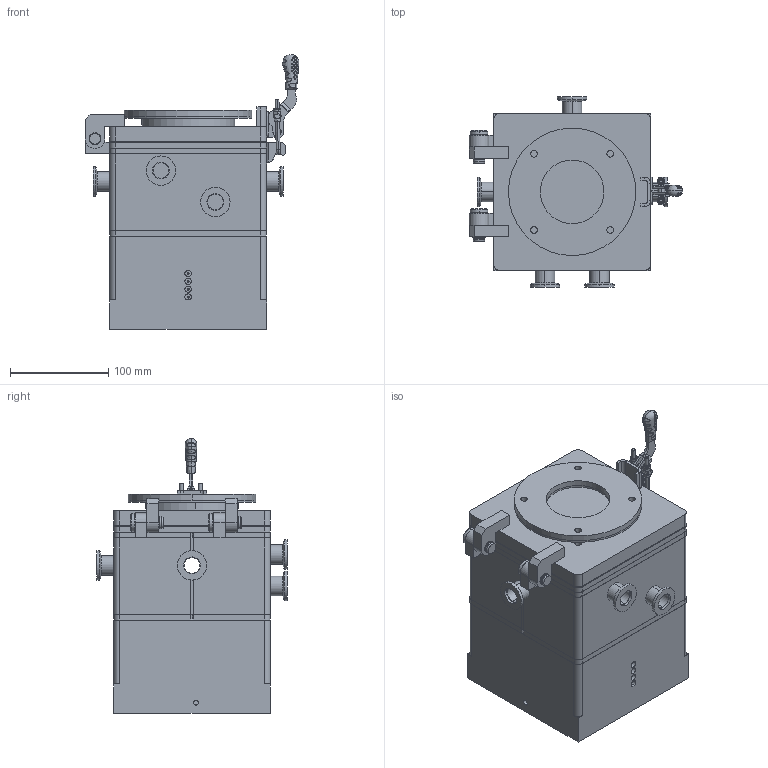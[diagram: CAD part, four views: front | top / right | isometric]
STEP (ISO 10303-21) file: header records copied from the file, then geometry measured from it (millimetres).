
FILE_DESCRIPTION(/* description */ (''),/* implementation_level */ '2;1');
FILE_NAME(/* name */ 'ankit_final_assembly.stp',/* time_stamp */ '2024-02-12T11:11:26+06:00',/* author */ (''),/* organization */ (''),/* preprocessor_version */ 'ST-DEVELOPER v18.1',/* originating_system */ 'SIEMENS PLM Software NX 1969',/* authorisation */ '');
FILE_SCHEMA (('AUTOMOTIVE_DESIGN { 1 0 10303 214 3 1 1 1 }'));
Products named in the file (35): Sketch22_sldprt; Sketch22_55_sldprt; Sketch22_56_sldprt; Sketch22_57_sldprt; Sketch22_58_sldprt; Sketch22_59_sldprt; Cut-Extrude9_sldprt; PAH-323-Trig Rivert 4x8_step; PAH-323-Pivot Pin_step; PAH-323 Base Left_step; PAH-323-Hook_step; PAH-323-Handle Left_step; 1G-36-P32_step; torque nut 01_iso_ISO 7040-M4-N_step; PAH-323 Base Right_step; PAH-323-Handle Right_step; PAH-323-U Rod_Without Hole_step; hex nut style 1_am 2_B18.2.4.1M - Hex nut, Style 1,  M4 x 0.7 --D-N_s
tep; VACUUM CHAMBER_Default_As Machined_42043; 23-12-202314-12-2023REV-5-12-07-2023-REV-4-22-06-2023-20LTR BUFFER TA
NK HINGE-124689; VIEW PORT FLANGE5407; VACUUM CHAMBER DOOR22859; VIEW PORT GASKET40760; 23-12-202314-12-2023REV-5-12-07-2023-TOGGLE CLAMP FIXING BRACKET-1234
89; 23-12-202314-12-2023REV-5-12-07-2023-REV-4-22-06-2023-20LTR BUFFER TA
NK HINGE-240602; VIEW PORT GLASS22496; O-RING41296; THERMAL INSULATION BUSH40338; 23-12-202314-12-2023REV-5-12-07-2023-REV-4-22-06-2023-20LTR BUFFER TA
NK HINGE PIN4793; P3_sldasm; PAH-323_step; ASSLY OF VACUUM CHAMBER WELDMENT41027; ASSLY OF VACUUM CHAMBER DOOR WELDMENT5578; ASSLY OF THERMAL23039; ankit_modified_assly
Assembly tree (39 placements, depth 3):
  ankit_modified_assly
    ASSLY OF THERMAL23039
      THERMAL INSULATION BUSH40338
      O-RING41296
    ASSLY OF VACUUM CHAMBER DOOR WELDMENT5578
      VIEW PORT GLASS22496
      23-12-202314-12-2023REV-5-12-07-2023-REV-4-22-06-2023-20LTR BUFFER TA
NK HINGE-240602  x2
      23-12-202314-12-2023REV-5-12-07-2023-TOGGLE CLAMP FIXING BRACKET-1234
89
      VIEW PORT GASKET40760
      VACUUM CHAMBER DOOR22859
      VIEW PORT FLANGE5407
    ASSLY OF VACUUM CHAMBER WELDMENT41027
      23-12-202314-12-2023REV-5-12-07-2023-REV-4-22-06-2023-20LTR BUFFER TA
NK HINGE-124689  x2
      VACUUM CHAMBER_Default_As Machined_42043
    PAH-323_step
      hex nut style 1_am 2_B18.2.4.1M - Hex nut, Style 1,  M4 x 0.7 --D-N_s
tep  x2
      PAH-323-U Rod_Without Hole_step
      PAH-323-Handle Right_step
      PAH-323 Base Right_step
      torque nut 01_iso_ISO 7040-M4-N_step  x2
      1G-36-P32_step
      PAH-323-Handle Left_step
      PAH-323-Hook_step
      PAH-323 Base Left_step
      PAH-323-Pivot Pin_step
      PAH-323-Trig Rivert 4x8_step
    23-12-202314-12-2023REV-5-12-07-2023-REV-4-22-06-2023-20LTR BUFFER TA
NK HINGE PIN4793  x2
    P3_sldasm
      Cut-Extrude9_sldprt
      Sketch22_59_sldprt
      Sketch22_58_sldprt
      Sketch22_57_sldprt
      Sketch22_56_sldprt
      Sketch22_55_sldprt
      Sketch22_sldprt
Bounding box: 217.94 x 194 x 280.34 mm (x, y, z)
Volume: 3130564.5 mm3; surface area: 625339.7 mm2
Topology: 44 solids, 44 shells, 1270 faces, 2857 edges, 1781 vertices
Faces by surface type: plane 534, cylinder 396, bspline 194, cone 130, torus 16
Full cylindrical faces by diameter (mm): 2 x4, 3 x2, 5 x4, 5.5 x1, 6 x18, 30 x2, 46 x1, 50 x2, 100 x1, 150 x1
Entity records: 55016 total; most frequent: CARTESIAN_POINT 29124, ORIENTED_EDGE 5100, DIRECTION 4811, EDGE_CURVE 2550, AXIS2_PLACEMENT_3D 1722, VERTEX_POINT 1601, EDGE_LOOP 1395, LINE 1367
